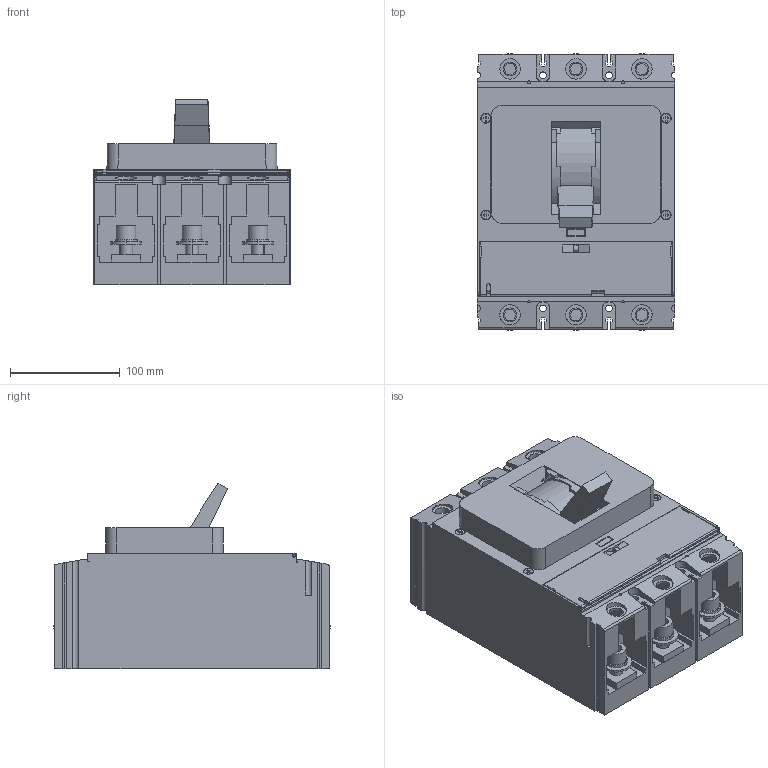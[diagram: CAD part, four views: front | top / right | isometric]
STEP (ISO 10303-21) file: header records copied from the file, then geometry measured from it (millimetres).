
FILE_DESCRIPTION((''),'2;1');
FILE_NAME('FRAME4TM-3P-3D_ASM','2022-04-29T19:11:02',('SESA644935'),('Schneider-Electric'),'CREO PARAMETRIC BY PTC INC, 2021284','CREO PARAMETRIC BY PTC INC, 2021284','');
FILE_SCHEMA(('CONFIG_CONTROL_DESIGN','SHAPE_APPEARANCE_LAYERS_GROUPS'));
Length unit declared in the file: millimetre
Products named in the file (5): FRAME4TM-3P-SIMPLIFIED; DOOR; FRAME4-TOGGLE-3D; FRAME4-TOGGLE-3D_ASM; FRAME4TM-3P-3D_ASM
Assembly tree (4 placements, depth 3):
  FRAME4TM-3P-3D_ASM
    FRAME4TM-3P-SIMPLIFIED
    DOOR
    FRAME4-TOGGLE-3D_ASM
      FRAME4-TOGGLE-3D
Bounding box: 180 x 251.6 x 168.66 mm (x, y, z)
Volume: 4543921.3 mm3; surface area: 332124.5 mm2
Topology: 3 solids, 3 shells, 915 faces, 2435 edges, 1612 vertices
Faces by surface type: plane 649, cylinder 262, cone 4
Entity records: 39003 total; most frequent: CARTESIAN_POINT 5419, ORIENTED_EDGE 4870, DIRECTION 4769, PRESENTATION_STYLE_ASSIGNMENT 2470, EDGE_CURVE 2435, STYLED_ITEM 2222, CURVE_STYLE 2107, VECTOR 1867
